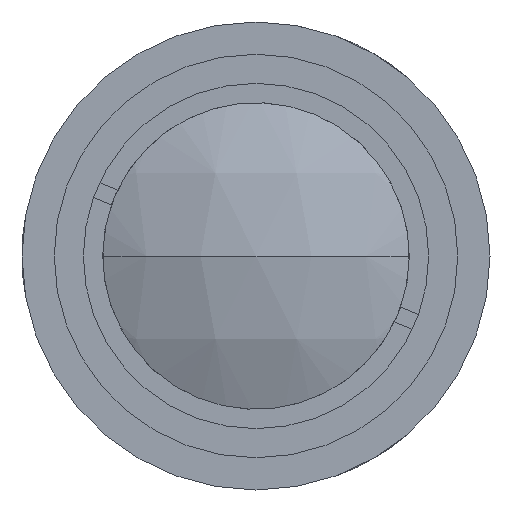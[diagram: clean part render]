
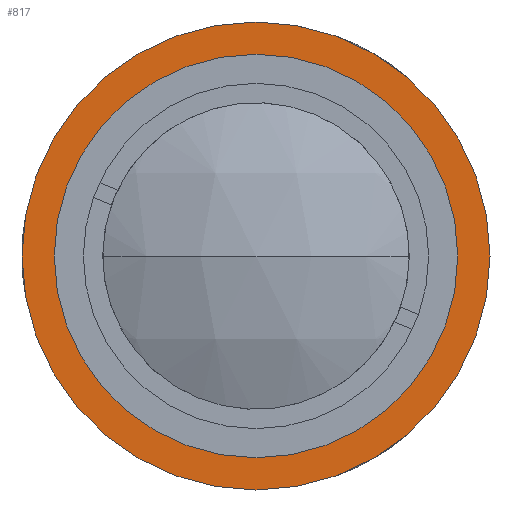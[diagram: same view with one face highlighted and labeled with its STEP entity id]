
A CAD part, left-side view. The second image highlights one B-rep face of the part: STEP entity #817.
In plain terms, the highlighted planar face has unit normal (-1, 0, 0).
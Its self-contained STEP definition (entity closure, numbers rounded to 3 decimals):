
#3 = CARTESIAN_POINT ( 'NONE',  ( 88.47, 0., -11.5 ) ) ;
#49 = VERTEX_POINT ( 'NONE', #3 ) ;
#52 = VERTEX_POINT ( 'NONE', #2375 ) ;
#175 = DIRECTION ( 'NONE',  ( 1., 0., 0. ) ) ;
#187 = DIRECTION ( 'NONE',  ( 0., 0., 1. ) ) ;
#199 = EDGE_CURVE ( 'NONE', #2024, #2195, #1075, .T. ) ;
#278 = ORIENTED_EDGE ( 'NONE', *, *, #2188, .F. ) ;
#320 = AXIS2_PLACEMENT_3D ( 'NONE', #1267, #175, #1466 ) ;
#359 = CARTESIAN_POINT ( 'NONE',  ( 88.47, 0., 0. ) ) ;
#453 = CARTESIAN_POINT ( 'NONE',  ( 88.47, 0., 14.5 ) ) ;
#456 = EDGE_LOOP ( 'NONE', ( #1855, #1585 ) ) ;
#458 = DIRECTION ( 'NONE',  ( -1., 0., 0. ) ) ;
#559 = DIRECTION ( 'NONE',  ( -1., 0., 0. ) ) ;
#642 = CARTESIAN_POINT ( 'NONE',  ( 88.47, 0., 0. ) ) ;
#722 = PLANE ( 'NONE',  #320 ) ;
#761 = DIRECTION ( 'NONE',  ( -1., 0., 0. ) ) ;
#817 = ADVANCED_FACE ( 'NONE', ( #1837, #2370 ), #722, .F. ) ;
#829 = DIRECTION ( 'NONE',  ( 0., 0., 1. ) ) ;
#859 = EDGE_LOOP ( 'NONE', ( #1588, #278 ) ) ;
#965 = CARTESIAN_POINT ( 'NONE',  ( 88.47, 0., -14.5 ) ) ;
#1024 = CIRCLE ( 'NONE', #1204, 11.5 ) ;
#1071 = CIRCLE ( 'NONE', #1298, 11.5 ) ;
#1075 = CIRCLE ( 'NONE', #1198, 14.5 ) ;
#1198 = AXIS2_PLACEMENT_3D ( 'NONE', #359, #559, #187 ) ;
#1204 = AXIS2_PLACEMENT_3D ( 'NONE', #642, #1939, #829 ) ;
#1211 = EDGE_CURVE ( 'NONE', #2195, #2024, #2010, .T. ) ;
#1267 = CARTESIAN_POINT ( 'NONE',  ( 88.47, 11.5, 0. ) ) ;
#1298 = AXIS2_PLACEMENT_3D ( 'NONE', #1565, #458, #1750 ) ;
#1466 = DIRECTION ( 'NONE',  ( 0., 0., -1. ) ) ;
#1565 = CARTESIAN_POINT ( 'NONE',  ( 88.47, 0., 0. ) ) ;
#1585 = ORIENTED_EDGE ( 'NONE', *, *, #199, .T. ) ;
#1588 = ORIENTED_EDGE ( 'NONE', *, *, #1678, .F. ) ;
#1640 = AXIS2_PLACEMENT_3D ( 'NONE', #1868, #761, #2054 ) ;
#1678 = EDGE_CURVE ( 'NONE', #52, #49, #1071, .T. ) ;
#1750 = DIRECTION ( 'NONE',  ( 0., 0., 1. ) ) ;
#1837 = FACE_BOUND ( 'NONE', #859, .T. ) ;
#1855 = ORIENTED_EDGE ( 'NONE', *, *, #1211, .T. ) ;
#1868 = CARTESIAN_POINT ( 'NONE',  ( 88.47, 0., 0. ) ) ;
#1939 = DIRECTION ( 'NONE',  ( -1., 0., 0. ) ) ;
#2010 = CIRCLE ( 'NONE', #1640, 14.5 ) ;
#2024 = VERTEX_POINT ( 'NONE', #965 ) ;
#2054 = DIRECTION ( 'NONE',  ( 0., 0., 1. ) ) ;
#2188 = EDGE_CURVE ( 'NONE', #49, #52, #1024, .T. ) ;
#2195 = VERTEX_POINT ( 'NONE', #453 ) ;
#2370 = FACE_OUTER_BOUND ( 'NONE', #456, .T. ) ;
#2375 = CARTESIAN_POINT ( 'NONE',  ( 88.47, 0., 11.5 ) ) ;
